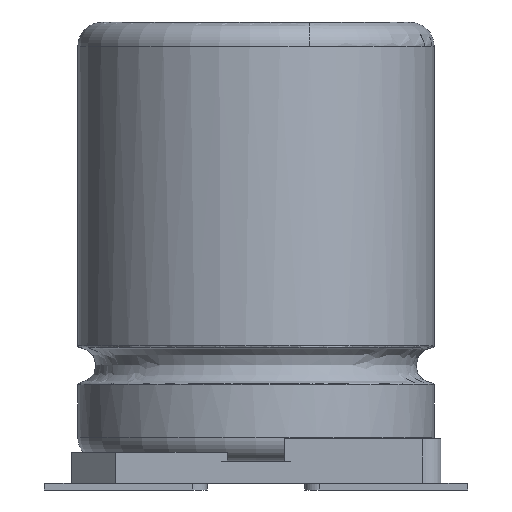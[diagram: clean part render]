
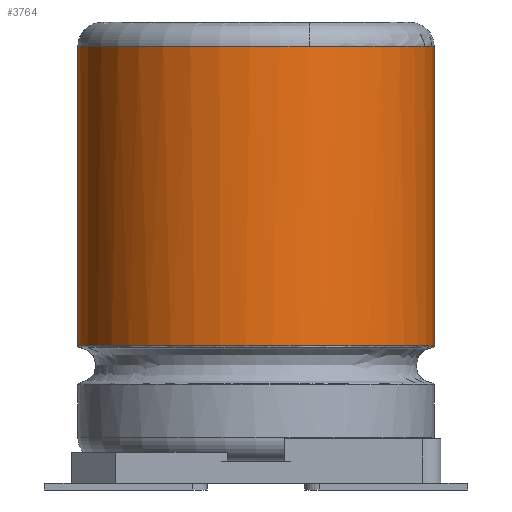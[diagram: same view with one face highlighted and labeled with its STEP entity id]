
A CAD part, front view. The second image highlights one B-rep face of the part: STEP entity #3764.
In plain terms, the highlighted cylindrical face has radius 4 mm (diameter 8 mm), a partial arc.
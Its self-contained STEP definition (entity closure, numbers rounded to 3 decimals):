
#153 = FACE_OUTER_BOUND ( 'NONE', #3869, .T. ) ;
#186 = EDGE_CURVE ( 'NONE', #4575, #4037, #2958, .T. ) ;
#254 = ORIENTED_EDGE ( 'NONE', *, *, #3172, .T. ) ;
#298 = EDGE_CURVE ( 'NONE', #4037, #3944, #6667, .T. ) ;
#335 = CARTESIAN_POINT ( 'NONE',  ( 4., 0., 9.967 ) ) ;
#513 = B_SPLINE_CURVE_WITH_KNOTS ( 'NONE', 13,
 ( #4412, #1847, #6021, #6479, #4866, #2779, #691, #3860, #4376, #2812, #763, #4448, #5487, #6611 ),
 .UNSPECIFIED., .F., .F.,
 ( 14, 14 ),
 ( 0.5, 1. ),
 .UNSPECIFIED. ) ;
#691 = CARTESIAN_POINT ( 'NONE',  ( 0.541, -4.403, 3.238 ) ) ;
#731 = AXIS2_PLACEMENT_3D ( 'NONE', #2840, #6046, #1277 ) ;
#763 = CARTESIAN_POINT ( 'NONE',  ( -3.254, -2.816, 3.238 ) ) ;
#990 = DIRECTION ( 'NONE',  ( 0., 0., 1. ) ) ;
#1147 = DIRECTION ( 'NONE',  ( 0., 0., -1. ) ) ;
#1277 = DIRECTION ( 'NONE',  ( -1., 0., 0. ) ) ;
#1426 = DIRECTION ( 'NONE',  ( 0., 0., -1. ) ) ;
#1432 = CIRCLE ( 'NONE', #2881, 4. ) ;
#1508 = VERTEX_POINT ( 'NONE', #4640 ) ;
#1847 = CARTESIAN_POINT ( 'NONE',  ( 4., -0.967, 3.238 ) ) ;
#2439 = CARTESIAN_POINT ( 'NONE',  ( 4., 0., 3.2 ) ) ;
#2593 = CARTESIAN_POINT ( 'NONE',  ( -4., 0., 3.2 ) ) ;
#2779 = CARTESIAN_POINT ( 'NONE',  ( 1.583, -4.119, 3.238 ) ) ;
#2812 = CARTESIAN_POINT ( 'NONE',  ( -2.515, -3.575, 3.238 ) ) ;
#2840 = CARTESIAN_POINT ( 'NONE',  ( 0., 0., 3.2 ) ) ;
#2881 = AXIS2_PLACEMENT_3D ( 'NONE', #4068, #1426, #5661 ) ;
#2958 = LINE ( 'NONE', #2439, #3892 ) ;
#3005 = ORIENTED_EDGE ( 'NONE', *, *, #298, .T. ) ;
#3172 = EDGE_CURVE ( 'NONE', #3944, #3713, #1432, .T. ) ;
#3347 = EDGE_CURVE ( 'NONE', #4575, #1508, #513, .T. ) ;
#3540 = EDGE_CURVE ( 'NONE', #1508, #3713, #5717, .T. ) ;
#3713 = VERTEX_POINT ( 'NONE', #5479 ) ;
#3764 = ADVANCED_FACE ( 'NONE', ( #153 ), #4403, .T. ) ;
#3860 = CARTESIAN_POINT ( 'NONE',  ( -0.543, -4.404, 3.238 ) ) ;
#3869 = EDGE_LOOP ( 'NONE', ( #6851, #3966, #3005, #254, #5699 ) ) ;
#3892 = VECTOR ( 'NONE', #4558, 1000. ) ;
#3944 = VERTEX_POINT ( 'NONE', #4285 ) ;
#3966 = ORIENTED_EDGE ( 'NONE', *, *, #186, .T. ) ;
#4037 = VERTEX_POINT ( 'NONE', #335 ) ;
#4068 = CARTESIAN_POINT ( 'NONE',  ( 0., 0., 9.967 ) ) ;
#4285 = CARTESIAN_POINT ( 'NONE',  ( 1.2, -3.816, 9.967 ) ) ;
#4303 = CARTESIAN_POINT ( 'NONE',  ( 0., 0., 9.967 ) ) ;
#4376 = CARTESIAN_POINT ( 'NONE',  ( -1.589, -4.12, 3.238 ) ) ;
#4403 = CYLINDRICAL_SURFACE ( 'NONE', #731, 4. ) ;
#4412 = CARTESIAN_POINT ( 'NONE',  ( 4., 0., 3.238 ) ) ;
#4448 = CARTESIAN_POINT ( 'NONE',  ( -3.754, -1.916, 3.238 ) ) ;
#4558 = DIRECTION ( 'NONE',  ( 0., 0., 1. ) ) ;
#4575 = VERTEX_POINT ( 'NONE', #5093 ) ;
#4640 = CARTESIAN_POINT ( 'NONE',  ( -4., 0., 3.238 ) ) ;
#4866 = CARTESIAN_POINT ( 'NONE',  ( 2.504, -3.577, 3.238 ) ) ;
#4957 = VECTOR ( 'NONE', #990, 1000. ) ;
#5093 = CARTESIAN_POINT ( 'NONE',  ( 4., 0., 3.238 ) ) ;
#5479 = CARTESIAN_POINT ( 'NONE',  ( -4., 0., 9.967 ) ) ;
#5487 = CARTESIAN_POINT ( 'NONE',  ( -4., -0.953, 3.238 ) ) ;
#5661 = DIRECTION ( 'NONE',  ( -1., 0., 0. ) ) ;
#5699 = ORIENTED_EDGE ( 'NONE', *, *, #3540, .F. ) ;
#5717 = LINE ( 'NONE', #2593, #4957 ) ;
#5915 = DIRECTION ( 'NONE',  ( -1., 0., 0. ) ) ;
#5971 = AXIS2_PLACEMENT_3D ( 'NONE', #4303, #1147, #5915 ) ;
#6021 = CARTESIAN_POINT ( 'NONE',  ( 3.747, -1.933, 3.238 ) ) ;
#6046 = DIRECTION ( 'NONE',  ( 0., 0., 1. ) ) ;
#6479 = CARTESIAN_POINT ( 'NONE',  ( 3.241, -2.828, 3.238 ) ) ;
#6611 = CARTESIAN_POINT ( 'NONE',  ( -4., 0., 3.238 ) ) ;
#6667 = CIRCLE ( 'NONE', #5971, 4. ) ;
#6851 = ORIENTED_EDGE ( 'NONE', *, *, #3347, .F. ) ;
